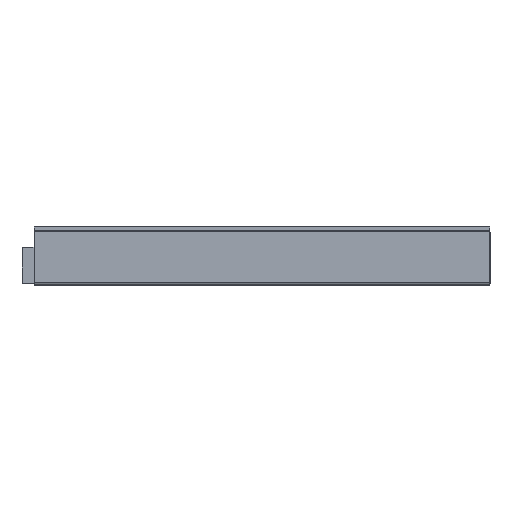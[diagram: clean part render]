
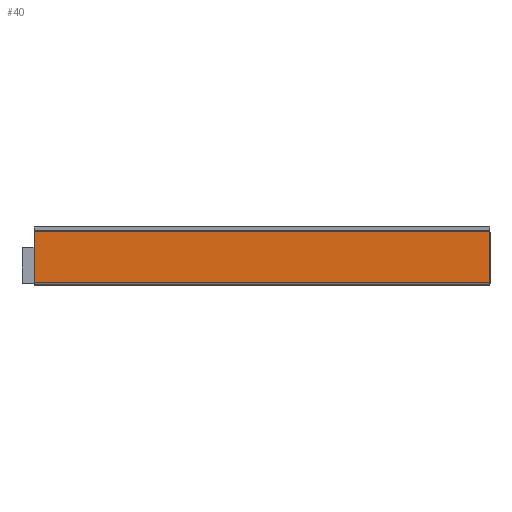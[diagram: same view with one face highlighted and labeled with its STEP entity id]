
A CAD part, top view. The second image highlights one B-rep face of the part: STEP entity #40.
In plain terms, the highlighted planar face has unit normal (0, 0, 1).
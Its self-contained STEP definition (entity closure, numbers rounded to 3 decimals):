
#11 = EDGE_CURVE ( 'NONE', #875, #595, #2110, .T. ) ;
#13 = CARTESIAN_POINT ( 'NONE',  ( 111.5, 0., 0. ) ) ;
#40 = ADVANCED_FACE ( 'NONE', ( #2164 ), #583, .F. ) ;
#42 = DIRECTION ( 'NONE',  ( -1., 0., 0. ) ) ;
#56 = CARTESIAN_POINT ( 'NONE',  ( -2., 0., 0. ) ) ;
#79 = ORIENTED_EDGE ( 'NONE', *, *, #2206, .T. ) ;
#111 = VECTOR ( 'NONE', #1585, 1000. ) ;
#165 = LINE ( 'NONE', #56, #305 ) ;
#216 = ORIENTED_EDGE ( 'NONE', *, *, #2177, .T. ) ;
#246 = ORIENTED_EDGE ( 'NONE', *, *, #1253, .T. ) ;
#305 = VECTOR ( 'NONE', #1915, 1000. ) ;
#432 = ORIENTED_EDGE ( 'NONE', *, *, #11, .T. ) ;
#434 = CARTESIAN_POINT ( 'NONE',  ( 111.5, 13.4, 0. ) ) ;
#445 = VECTOR ( 'NONE', #728, 1000. ) ;
#494 = AXIS2_PLACEMENT_3D ( 'NONE', #1816, #915, #42 ) ;
#561 = CARTESIAN_POINT ( 'NONE',  ( -2., 13.4, 0. ) ) ;
#576 = CARTESIAN_POINT ( 'NONE',  ( -2., 13.4, 0. ) ) ;
#583 = PLANE ( 'NONE',  #494 ) ;
#595 = VERTEX_POINT ( 'NONE', #561 ) ;
#695 = CARTESIAN_POINT ( 'NONE',  ( -2., 0.7, 0. ) ) ;
#725 = LINE ( 'NONE', #13, #1096 ) ;
#728 = DIRECTION ( 'NONE',  ( -1., 0., 0. ) ) ;
#875 = VERTEX_POINT ( 'NONE', #434 ) ;
#915 = DIRECTION ( 'NONE',  ( 0., 0., -1. ) ) ;
#1096 = VECTOR ( 'NONE', #1106, 1000. ) ;
#1106 = DIRECTION ( 'NONE',  ( 0., 1., 0. ) ) ;
#1237 = VERTEX_POINT ( 'NONE', #1431 ) ;
#1253 = EDGE_CURVE ( 'NONE', #1237, #875, #725, .T. ) ;
#1313 = EDGE_LOOP ( 'NONE', ( #79, #246, #432, #216 ) ) ;
#1431 = CARTESIAN_POINT ( 'NONE',  ( 111.5, 0.7, 0. ) ) ;
#1532 = VERTEX_POINT ( 'NONE', #695 ) ;
#1585 = DIRECTION ( 'NONE',  ( 1., 0., 0. ) ) ;
#1816 = CARTESIAN_POINT ( 'NONE',  ( 0., 0., 0. ) ) ;
#1915 = DIRECTION ( 'NONE',  ( 0., -1., 0. ) ) ;
#2023 = CARTESIAN_POINT ( 'NONE',  ( -2., 0.7, 0. ) ) ;
#2110 = LINE ( 'NONE', #576, #445 ) ;
#2119 = LINE ( 'NONE', #2023, #111 ) ;
#2164 = FACE_OUTER_BOUND ( 'NONE', #1313, .T. ) ;
#2177 = EDGE_CURVE ( 'NONE', #595, #1532, #165, .T. ) ;
#2206 = EDGE_CURVE ( 'NONE', #1532, #1237, #2119, .T. ) ;
